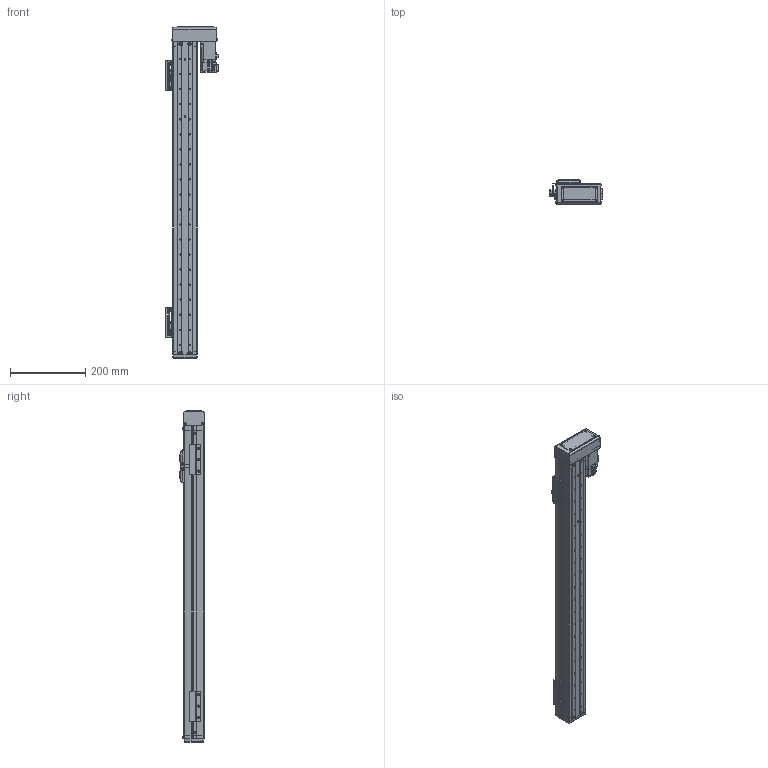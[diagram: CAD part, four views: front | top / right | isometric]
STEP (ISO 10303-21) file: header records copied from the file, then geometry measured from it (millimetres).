
FILE_DESCRIPTION (( 'STEP AP203' ), '1' );
FILE_NAME ('MA60-XXX-PR-650-XX-SL-OF.STEP', '2020-08-26T00:16:52', ( '彌營遵' ), ( '' ), 'SwSTEP 2.0', 'SolidWorks 2013', '' );
FILE_SCHEMA (( 'CONFIG_CONTROL_DESIGN' ));
Length unit declared in the file: millimetre
Products named in the file (33): MA奢辨 SENSOR_4; END COVER(066)(P)_ル遽; FRONT PLATE COVER_ル遽; DEMPER; MA60-XXX-PR-650-XX-SL-OF; socket head cap screw_ks_KS 1003 - M3 x 10 x 10-N; hg-kr13_; MA60 SIDE COVER-650_1_ル遽; MA60 LM GUIDE(P)-650; socket head cap screw_ks_KS 1003 - M3 x 5 x 5-N; MA60 FPC 唯衛璽(P)_ル遽; 渠蘆 犒餌MA60 SIDE COVER-650_1_ル遽; BEARING HOUSING(堅薑)(P)_ル遽; spring lock washer_ks_KS 1324 - M3; TENSION BLOCK(P)_ル遽; MA60 STEEL BELT-650_ル遽; BEARING HOUSING(雖雖)_ル遽; countersunk flat cross head screw_ks_KS 1023 FC- M3 x 5-N; TENSION PRATE(P)_ル遽; STEEL BELT FIX_ル遽; 15WN-SS-ZZ-block_賥飶; MA Sensor Brk_ル遽; pan cross head_ks_KS 1023 PC- M3 x 5-N; CARRIER COVER(P)_ル遽; CARRIER_ル遽; EE-SX-674(奢辨 撫憮)_ル遽; socket head cap screw_ks_KS 1003 - M4 x 20 x 20-N; SENSOR DOG(066)(P)_ル遽; BALL NUT; MA奢辨 SENSOR_3; FRONT PLATE ASSY(PR); FRONT PLATE_ル遽; BEARING CAP_ル遽
Assembly tree (76 placements, depth 3):
  MA60-XXX-PR-650-XX-SL-OF
    MA60 LM GUIDE(P)-650
    BEARING HOUSING(堅薑)(P)_ル遽
    BEARING HOUSING(雖雖)_ル遽
    15WN-SS-ZZ-block_賥飶
    CARRIER_ル遽
    BALL NUT
    BEARING CAP_ル遽
    DEMPER
    MA60 SIDE COVER-650_1_ル遽
    渠蘆 犒餌MA60 SIDE COVER-650_1_ル遽
    MA60 STEEL BELT-650_ル遽
    STEEL BELT FIX_ル遽  x2
    CARRIER COVER(P)_ル遽
    SENSOR DOG(066)(P)_ル遽
    FRONT PLATE ASSY(PR)
      FRONT PLATE_ル遽
      FRONT PLATE COVER_ル遽
      hg-kr13_
      MA60 FPC 唯衛璽(P)_ル遽
      TENSION BLOCK(P)_ル遽
      TENSION PRATE(P)_ル遽
      pan cross head_ks_KS 1023 PC- M3 x 5-N  x8
      socket head cap screw_ks_KS 1003 - M4 x 20 x 20-N  x2
    END COVER(066)(P)_ル遽
    pan cross head_ks_KS 1023 PC- M3 x 5-N  x8
    socket head cap screw_ks_KS 1003 - M3 x 10 x 10-N  x4
    socket head cap screw_ks_KS 1003 - M3 x 5 x 5-N  x2
    spring lock washer_ks_KS 1324 - M3  x2
    countersunk flat cross head screw_ks_KS 1023 FC- M3 x 5-N  x2
    MA奢辨 SENSOR_3
      MA Sensor Brk_ル遽
      EE-SX-674(奢辨 撫憮)_ル遽  x2
      socket head cap screw_ks_KS 1003 - M3 x 5 x 5-N  x7
      spring lock washer_ks_KS 1324 - M3  x3
    MA奢辨 SENSOR_4
      MA Sensor Brk_ル遽
      EE-SX-674(奢辨 撫憮)_ル遽
      socket head cap screw_ks_KS 1003 - M3 x 5 x 5-N  x5
      spring lock washer_ks_KS 1324 - M3  x3
Bounding box: 143.5 x 65.9 x 882.95 mm (x, y, z)
Volume: 1128854.8 mm3; surface area: 632610.5 mm2
Topology: 73 solids, 73 shells, 3234 faces, 8115 edges, 5062 vertices
Faces by surface type: plane 1596, cylinder 872, cone 345, torus 190, bspline 189, sphere 42
Entity records: 77115 total; most frequent: CARTESIAN_POINT 24004, ORIENTED_EDGE 10126, DIRECTION 9635, EDGE_CURVE 5063, VERTEX_POINT 3303, AXIS2_PLACEMENT_3D 3292, VECTOR 3051, LINE 3051
